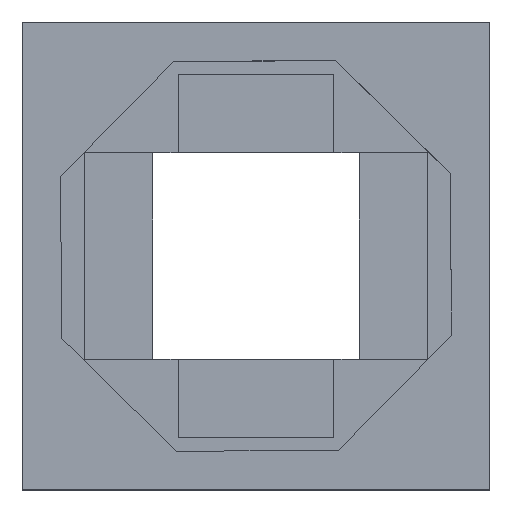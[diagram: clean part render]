
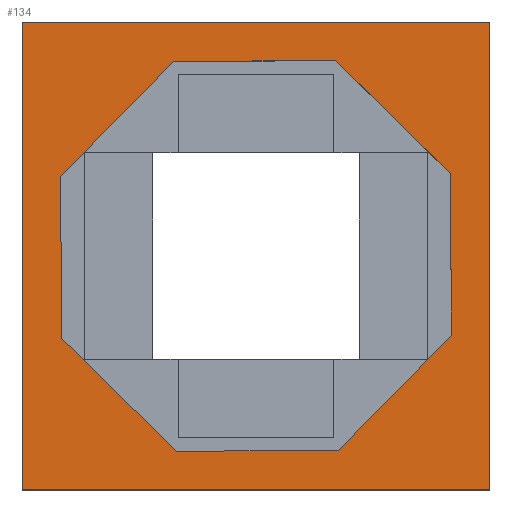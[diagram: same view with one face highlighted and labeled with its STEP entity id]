
A CAD part, top view. The second image highlights one B-rep face of the part: STEP entity #134.
In plain terms, the highlighted planar face has unit normal (0, 0, 1).
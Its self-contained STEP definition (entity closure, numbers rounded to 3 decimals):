
#5 = LINE ( 'NONE', #256, #1030 ) ;
#16 = ORIENTED_EDGE ( 'NONE', *, *, #48, .F. ) ;
#26 = ORIENTED_EDGE ( 'NONE', *, *, #679, .F. ) ;
#32 = CARTESIAN_POINT ( 'NONE',  ( -10.716, 3.373, 4. ) ) ;
#40 = EDGE_CURVE ( 'NONE', #1011, #759, #682, .T. ) ;
#48 = EDGE_CURVE ( 'NONE', #196, #633, #442, .T. ) ;
#49 = DIRECTION ( 'NONE',  ( -0.702, -0.713, 0. ) ) ;
#54 = CARTESIAN_POINT ( 'NONE',  ( -20.715, 3.295, 4. ) ) ;
#64 = LINE ( 'NONE', #955, #727 ) ;
#66 = EDGE_LOOP ( 'NONE', ( #840, #634, #565, #142 ) ) ;
#68 = PLANE ( 'NONE',  #332 ) ;
#78 = VERTEX_POINT ( 'NONE', #503 ) ;
#95 = VERTEX_POINT ( 'NONE', #525 ) ;
#97 = CARTESIAN_POINT ( 'NONE',  ( -9.699, 7.263, 4. ) ) ;
#112 = EDGE_CURVE ( 'NONE', #815, #78, #145, .T. ) ;
#124 = CARTESIAN_POINT ( 'NONE',  ( -21.699, 7.263, 4. ) ) ;
#133 = LINE ( 'NONE', #540, #273 ) ;
#134 = ADVANCED_FACE ( 'NONE', ( #1034, #395 ), #68, .T. ) ;
#138 = VECTOR ( 'NONE', #310, 1000. ) ;
#142 = ORIENTED_EDGE ( 'NONE', *, *, #40, .T. ) ;
#144 = VECTOR ( 'NONE', #49, 1000. ) ;
#145 = LINE ( 'NONE', #539, #1008 ) ;
#146 = DIRECTION ( 'NONE',  ( 0., -1., 0. ) ) ;
#148 = EDGE_LOOP ( 'NONE', ( #26, #282, #1037, #16, #460, #667, #732, #529 ) ) ;
#173 = LINE ( 'NONE', #884, #764 ) ;
#178 = DIRECTION ( 'NONE',  ( -0.713, 0.702, 0. ) ) ;
#188 = DIRECTION ( 'NONE',  ( -1., 0., 0. ) ) ;
#196 = VERTEX_POINT ( 'NONE', #935 ) ;
#209 = VECTOR ( 'NONE', #360, 1000. ) ;
#210 = CARTESIAN_POINT ( 'NONE',  ( 0., 0., 4. ) ) ;
#256 = CARTESIAN_POINT ( 'NONE',  ( -21.699, -4.737, 4. ) ) ;
#257 = DIRECTION ( 'NONE',  ( 0., 1., 0. ) ) ;
#265 = EDGE_CURVE ( 'NONE', #755, #416, #173, .T. ) ;
#267 = CARTESIAN_POINT ( 'NONE',  ( -10.683, -0.769, 4. ) ) ;
#271 = CARTESIAN_POINT ( 'NONE',  ( -21.699, 7.263, 4. ) ) ;
#273 = VECTOR ( 'NONE', #146, 1000. ) ;
#282 = ORIENTED_EDGE ( 'NONE', *, *, #112, .F. ) ;
#288 = CARTESIAN_POINT ( 'NONE',  ( -13.667, 6.279, 4. ) ) ;
#306 = CARTESIAN_POINT ( 'NONE',  ( -13.589, -3.721, 4. ) ) ;
#310 = DIRECTION ( 'NONE',  ( 0.008, -1., 0. ) ) ;
#323 = DIRECTION ( 'NONE',  ( 1., 0., 0. ) ) ;
#332 = AXIS2_PLACEMENT_3D ( 'NONE', #210, #768, #1023 ) ;
#344 = CARTESIAN_POINT ( 'NONE',  ( -9.699, -4.737, 4. ) ) ;
#360 = DIRECTION ( 'NONE',  ( -0.008, 1., 0. ) ) ;
#383 = DIRECTION ( 'NONE',  ( -1., -0.008, 0. ) ) ;
#395 = FACE_OUTER_BOUND ( 'NONE', #66, .T. ) ;
#416 = VERTEX_POINT ( 'NONE', #288 ) ;
#419 = CARTESIAN_POINT ( 'NONE',  ( -9.699, 7.263, 4. ) ) ;
#430 = CARTESIAN_POINT ( 'NONE',  ( -10.683, -0.769, 4. ) ) ;
#433 = DIRECTION ( 'NONE',  ( 1., 0.008, 0. ) ) ;
#442 = LINE ( 'NONE', #765, #144 ) ;
#460 = ORIENTED_EDGE ( 'NONE', *, *, #936, .F. ) ;
#462 = CARTESIAN_POINT ( 'NONE',  ( -20.683, -0.847, 4. ) ) ;
#464 = LINE ( 'NONE', #54, #138 ) ;
#486 = EDGE_CURVE ( 'NONE', #555, #703, #1025, .T. ) ;
#503 = CARTESIAN_POINT ( 'NONE',  ( -17.731, -3.753, 4. ) ) ;
#516 = VECTOR ( 'NONE', #257, 1000. ) ;
#525 = CARTESIAN_POINT ( 'NONE',  ( -21.699, -4.737, 4. ) ) ;
#529 = ORIENTED_EDGE ( 'NONE', *, *, #486, .F. ) ;
#539 = CARTESIAN_POINT ( 'NONE',  ( -20.683, -0.847, 4. ) ) ;
#540 = CARTESIAN_POINT ( 'NONE',  ( -21.699, 7.263, 4. ) ) ;
#550 = EDGE_CURVE ( 'NONE', #847, #1011, #814, .T. ) ;
#555 = VERTEX_POINT ( 'NONE', #967 ) ;
#565 = ORIENTED_EDGE ( 'NONE', *, *, #550, .T. ) ;
#566 = VECTOR ( 'NONE', #945, 1000. ) ;
#618 = DIRECTION ( 'NONE',  ( 0.713, -0.702, 0. ) ) ;
#633 = VERTEX_POINT ( 'NONE', #986 ) ;
#634 = ORIENTED_EDGE ( 'NONE', *, *, #1043, .T. ) ;
#646 = VECTOR ( 'NONE', #188, 1000. ) ;
#661 = CARTESIAN_POINT ( 'NONE',  ( -17.731, -3.753, 4. ) ) ;
#667 = ORIENTED_EDGE ( 'NONE', *, *, #265, .F. ) ;
#679 = EDGE_CURVE ( 'NONE', #78, #555, #998, .T. ) ;
#682 = LINE ( 'NONE', #124, #646 ) ;
#703 = VERTEX_POINT ( 'NONE', #430 ) ;
#727 = VECTOR ( 'NONE', #383, 1000. ) ;
#732 = ORIENTED_EDGE ( 'NONE', *, *, #770, .F. ) ;
#755 = VERTEX_POINT ( 'NONE', #32 ) ;
#759 = VERTEX_POINT ( 'NONE', #271 ) ;
#764 = VECTOR ( 'NONE', #178, 1000. ) ;
#765 = CARTESIAN_POINT ( 'NONE',  ( -17.809, 6.247, 4. ) ) ;
#768 = DIRECTION ( 'NONE',  ( 0., 0., 1. ) ) ;
#770 = EDGE_CURVE ( 'NONE', #703, #755, #994, .T. ) ;
#814 = LINE ( 'NONE', #419, #516 ) ;
#815 = VERTEX_POINT ( 'NONE', #462 ) ;
#840 = ORIENTED_EDGE ( 'NONE', *, *, #893, .T. ) ;
#847 = VERTEX_POINT ( 'NONE', #344 ) ;
#854 = VECTOR ( 'NONE', #433, 1000. ) ;
#884 = CARTESIAN_POINT ( 'NONE',  ( -10.716, 3.373, 4. ) ) ;
#893 = EDGE_CURVE ( 'NONE', #759, #95, #133, .T. ) ;
#903 = EDGE_CURVE ( 'NONE', #633, #815, #464, .T. ) ;
#935 = CARTESIAN_POINT ( 'NONE',  ( -17.809, 6.247, 4. ) ) ;
#936 = EDGE_CURVE ( 'NONE', #416, #196, #64, .T. ) ;
#945 = DIRECTION ( 'NONE',  ( 0.702, 0.713, 0. ) ) ;
#955 = CARTESIAN_POINT ( 'NONE',  ( -13.667, 6.279, 4. ) ) ;
#967 = CARTESIAN_POINT ( 'NONE',  ( -13.589, -3.721, 4. ) ) ;
#986 = CARTESIAN_POINT ( 'NONE',  ( -20.715, 3.295, 4. ) ) ;
#994 = LINE ( 'NONE', #267, #209 ) ;
#998 = LINE ( 'NONE', #661, #854 ) ;
#1008 = VECTOR ( 'NONE', #618, 1000. ) ;
#1011 = VERTEX_POINT ( 'NONE', #97 ) ;
#1023 = DIRECTION ( 'NONE',  ( 1., 0., 0. ) ) ;
#1025 = LINE ( 'NONE', #306, #566 ) ;
#1030 = VECTOR ( 'NONE', #323, 1000. ) ;
#1034 = FACE_BOUND ( 'NONE', #148, .T. ) ;
#1037 = ORIENTED_EDGE ( 'NONE', *, *, #903, .F. ) ;
#1043 = EDGE_CURVE ( 'NONE', #95, #847, #5, .T. ) ;
